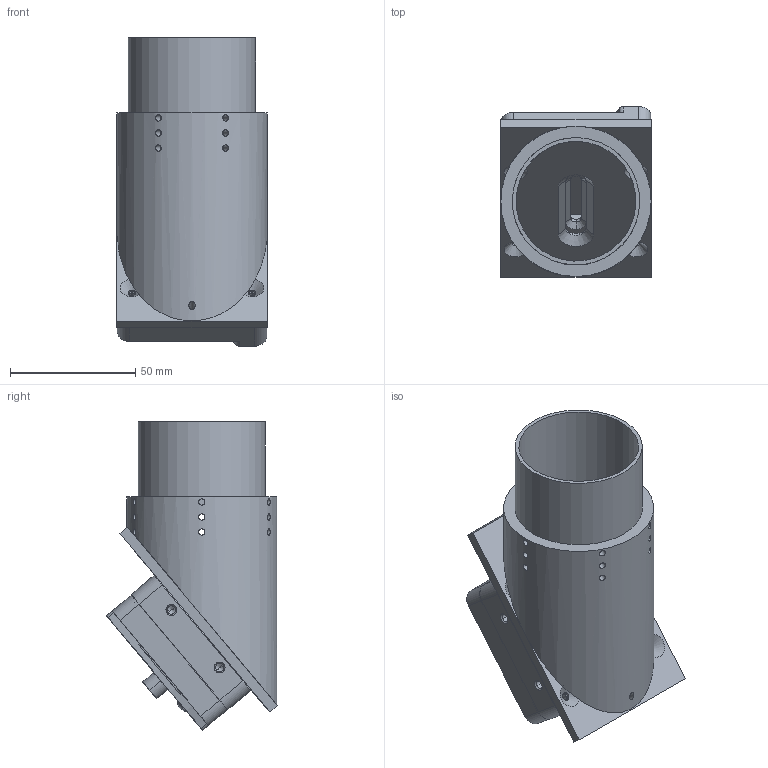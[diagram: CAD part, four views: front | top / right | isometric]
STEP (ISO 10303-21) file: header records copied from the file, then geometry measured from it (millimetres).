
FILE_DESCRIPTION(/* description */ ('Alibre Inc.'),/* implementation_level */ '2;1');
FILE_NAME(/* name */ 'export0',/* time_stamp */ '2019-08-27T11:59:09+02:00',/* author */ (''),/* organization */ (''),/* preprocessor_version */ 'ST-DEVELOPER v12',/* originating_system */ 'Alibre',/* authorisation */ '');
FILE_SCHEMA (('AUTOMOTIVE_DESIGN'));
Length unit declared in the file: centimetre
Products named in the file (59): M3016 screw___; Marquage OCTOPUS_USB3.0_160428; light pipe-PLP5-2-250___; M2.0 INSERTS___; FAV OCTOPUS_CERAM_Data_Sheet_160512; FAR - OCTOPUS_USB3_Data-Sheet_160512; MICRO30-ZC-HOUSE___; MICRO30-ZC-PIN___; MICRO30-ZC-SHELL___; micro USB 3.0___; HR10A-7R-6PB-POWER___; EV71Y01CUB2X10-XXX_ASM-CONNECTEUR_Data-Sheet_160512___; EV71Y01CUB2X10-XXX_ASM_Data-Sheet_160512
Bounding box: 60 x 68.13 x 123.11 mm (x, y, z)
Volume: 145324.2 mm3; surface area: 69973 mm2
Topology: 57 solids, 57 shells, 2161 faces, 5758 edges, 3705 vertices
Faces by surface type: plane 1263, cylinder 579, bspline 176, cone 101, torus 32, sphere 10
Full cylindrical faces by diameter (mm): 2.5 x21, 3.1 x7, 47.8 x1, 50.8 x2, 60 x1
Entity records: 70025 total; most frequent: CARTESIAN_POINT 21916, ORIENTED_EDGE 10264, DIRECTION 8320, EDGE_CURVE 5132, VERTEX_POINT 3347, VECTOR 3318, LINE 3318, AXIS2_PLACEMENT_3D 3081
